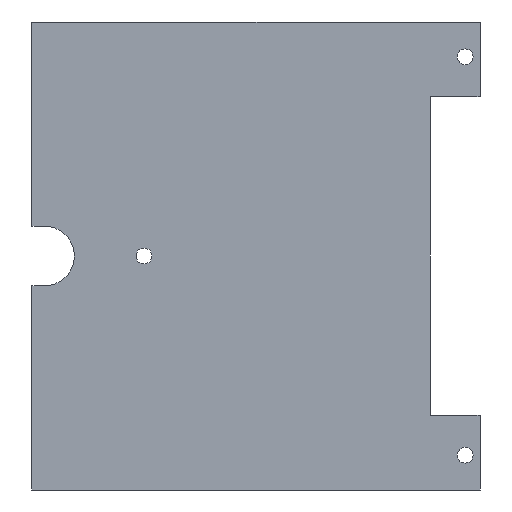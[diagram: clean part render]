
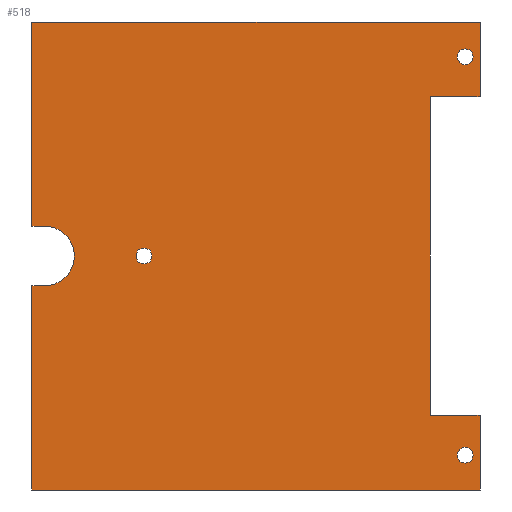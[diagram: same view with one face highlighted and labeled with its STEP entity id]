
A CAD part, left-side view. The second image highlights one B-rep face of the part: STEP entity #518.
In plain terms, the highlighted planar face has unit normal (-1, 0, 0).
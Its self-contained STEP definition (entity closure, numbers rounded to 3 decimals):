
#34=FACE_BOUND('',#115,.T.);
#35=FACE_BOUND('',#116,.T.);
#36=FACE_BOUND('',#117,.T.);
#49=CIRCLE('',#571,6.);
#50=CIRCLE('',#575,1.6);
#51=CIRCLE('',#576,1.6);
#52=CIRCLE('',#577,1.6);
#74=FACE_OUTER_BOUND('',#114,.T.);
#114=EDGE_LOOP('',(#401,#402,#403,#404,#405,#406,#407,#408,#409,#410,#411,
#412));
#115=EDGE_LOOP('',(#413));
#116=EDGE_LOOP('',(#414));
#117=EDGE_LOOP('',(#415));
#145=LINE('',#778,#190);
#149=LINE('',#786,#194);
#152=LINE('',#792,#197);
#157=LINE('',#801,#202);
#165=LINE('',#834,#210);
#169=LINE('',#844,#214);
#171=LINE('',#848,#216);
#173=LINE('',#852,#218);
#174=LINE('',#853,#219);
#175=LINE('',#855,#220);
#176=LINE('',#856,#221);
#190=VECTOR('',#617,10.);
#194=VECTOR('',#623,10.);
#197=VECTOR('',#628,10.);
#202=VECTOR('',#635,10.);
#210=VECTOR('',#663,10.);
#214=VECTOR('',#673,10.);
#216=VECTOR('',#677,10.);
#218=VECTOR('',#681,10.);
#219=VECTOR('',#682,10.);
#220=VECTOR('',#683,10.);
#221=VECTOR('',#684,10.);
#235=VERTEX_POINT('',#776);
#236=VERTEX_POINT('',#777);
#239=VERTEX_POINT('',#785);
#241=VERTEX_POINT('',#791);
#244=VERTEX_POINT('',#799);
#259=VERTEX_POINT('',#833);
#260=VERTEX_POINT('',#837);
#261=VERTEX_POINT('',#838);
#262=VERTEX_POINT('',#843);
#263=VERTEX_POINT('',#847);
#264=VERTEX_POINT('',#851);
#265=VERTEX_POINT('',#854);
#266=VERTEX_POINT('',#857);
#267=VERTEX_POINT('',#859);
#268=VERTEX_POINT('',#861);
#281=EDGE_CURVE('',#235,#236,#145,.T.);
#285=EDGE_CURVE('',#239,#235,#149,.T.);
#288=EDGE_CURVE('',#241,#239,#152,.T.);
#293=EDGE_CURVE('',#236,#244,#157,.T.);
#309=EDGE_CURVE('',#259,#241,#165,.T.);
#311=EDGE_CURVE('',#260,#261,#49,.T.);
#314=EDGE_CURVE('',#261,#262,#169,.T.);
#316=EDGE_CURVE('',#263,#260,#171,.T.);
#318=EDGE_CURVE('',#264,#244,#173,.T.);
#319=EDGE_CURVE('',#263,#264,#174,.T.);
#320=EDGE_CURVE('',#265,#262,#175,.T.);
#321=EDGE_CURVE('',#259,#265,#176,.T.);
#322=EDGE_CURVE('',#266,#266,#50,.T.);
#323=EDGE_CURVE('',#267,#267,#51,.T.);
#324=EDGE_CURVE('',#268,#268,#52,.T.);
#401=ORIENTED_EDGE('',*,*,#281,.T.);
#402=ORIENTED_EDGE('',*,*,#293,.T.);
#403=ORIENTED_EDGE('',*,*,#318,.F.);
#404=ORIENTED_EDGE('',*,*,#319,.F.);
#405=ORIENTED_EDGE('',*,*,#316,.T.);
#406=ORIENTED_EDGE('',*,*,#311,.T.);
#407=ORIENTED_EDGE('',*,*,#314,.T.);
#408=ORIENTED_EDGE('',*,*,#320,.F.);
#409=ORIENTED_EDGE('',*,*,#321,.F.);
#410=ORIENTED_EDGE('',*,*,#309,.T.);
#411=ORIENTED_EDGE('',*,*,#288,.T.);
#412=ORIENTED_EDGE('',*,*,#285,.T.);
#413=ORIENTED_EDGE('',*,*,#322,.T.);
#414=ORIENTED_EDGE('',*,*,#323,.T.);
#415=ORIENTED_EDGE('',*,*,#324,.T.);
#496=PLANE('',#574);
#518=ADVANCED_FACE('',(#74,#34,#35,#36),#496,.F.);
#571=AXIS2_PLACEMENT_3D('',#839,#667,#668);
#574=AXIS2_PLACEMENT_3D('',#850,#679,#680);
#575=AXIS2_PLACEMENT_3D('',#858,#685,#686);
#576=AXIS2_PLACEMENT_3D('',#860,#687,#688);
#577=AXIS2_PLACEMENT_3D('',#862,#689,#690);
#617=DIRECTION('',(0.,-1.,0.));
#623=DIRECTION('',(0.,0.,1.));
#628=DIRECTION('',(0.,1.,0.));
#635=DIRECTION('',(0.,0.,1.));
#663=DIRECTION('',(0.,0.,1.));
#667=DIRECTION('center_axis',(1.,0.,0.));
#668=DIRECTION('ref_axis',(0.,1.,0.));
#673=DIRECTION('',(0.,1.,0.));
#677=DIRECTION('',(0.,-1.,0.));
#679=DIRECTION('center_axis',(1.,0.,0.));
#680=DIRECTION('ref_axis',(0.,1.,0.));
#681=DIRECTION('',(0.,-1.,0.));
#682=DIRECTION('',(0.,0.,1.));
#683=DIRECTION('',(0.,0.,1.));
#684=DIRECTION('',(0.,1.,0.));
#685=DIRECTION('center_axis',(1.,0.,0.));
#686=DIRECTION('ref_axis',(0.,1.,0.));
#687=DIRECTION('center_axis',(1.,0.,0.));
#688=DIRECTION('ref_axis',(0.,1.,0.));
#689=DIRECTION('center_axis',(1.,0.,0.));
#690=DIRECTION('ref_axis',(0.,1.,0.));
#776=CARTESIAN_POINT('',(0.,-33.,32.));
#777=CARTESIAN_POINT('',(0.,-43.,32.));
#778=CARTESIAN_POINT('',(0.,-21.5,32.));
#785=CARTESIAN_POINT('',(0.,-33.,-32.));
#786=CARTESIAN_POINT('',(0.,-33.,16.));
#791=CARTESIAN_POINT('',(0.,-43.,-32.));
#792=CARTESIAN_POINT('',(0.,-16.5,-32.));
#799=CARTESIAN_POINT('',(0.,-43.,47.));
#801=CARTESIAN_POINT('',(0.,-43.,23.5));
#833=CARTESIAN_POINT('',(0.,-43.,-47.));
#834=CARTESIAN_POINT('',(0.,-43.,23.5));
#837=CARTESIAN_POINT('',(0.,44.5,6.));
#838=CARTESIAN_POINT('',(0.,44.5,-6.));
#839=CARTESIAN_POINT('Origin',(0.,44.5,0.));
#843=CARTESIAN_POINT('',(0.,47.,-6.));
#844=CARTESIAN_POINT('',(0.,23.5,-6.));
#847=CARTESIAN_POINT('',(0.,47.,6.));
#848=CARTESIAN_POINT('',(0.,22.25,6.));
#850=CARTESIAN_POINT('Origin',(0.,0.,0.));
#851=CARTESIAN_POINT('',(0.,47.,47.));
#852=CARTESIAN_POINT('',(0.,47.,47.));
#853=CARTESIAN_POINT('',(0.,47.,-47.));
#854=CARTESIAN_POINT('',(0.,47.,-47.));
#855=CARTESIAN_POINT('',(0.,47.,-47.));
#856=CARTESIAN_POINT('',(0.,-47.,-47.));
#857=CARTESIAN_POINT('',(0.,22.9,0.));
#858=CARTESIAN_POINT('Origin',(0.,24.5,0.));
#859=CARTESIAN_POINT('',(0.,-41.6,-40.));
#860=CARTESIAN_POINT('Origin',(0.,-40.,-40.));
#861=CARTESIAN_POINT('',(0.,-41.6,40.));
#862=CARTESIAN_POINT('Origin',(0.,-40.,40.));
